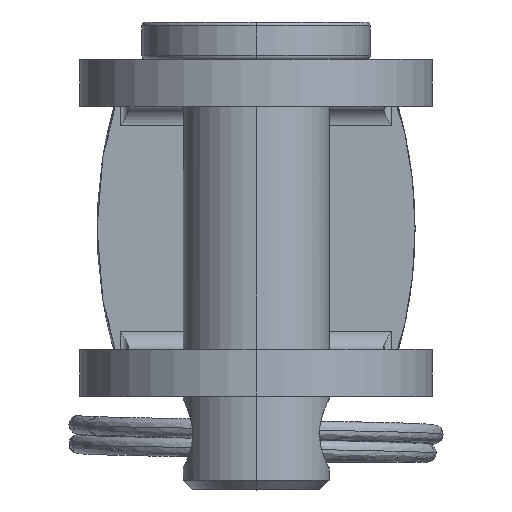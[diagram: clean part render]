
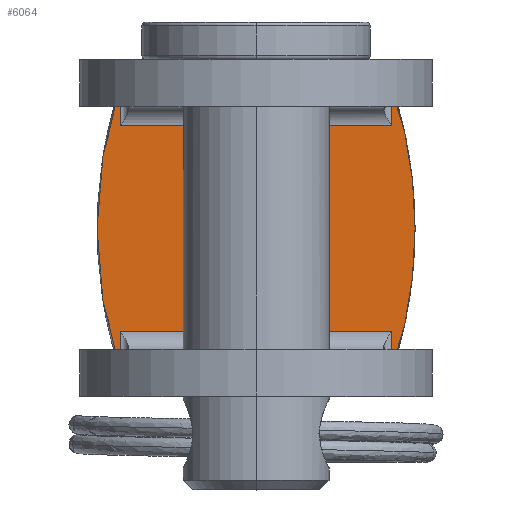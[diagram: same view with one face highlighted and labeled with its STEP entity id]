
A CAD part, top view. The second image highlights one B-rep face of the part: STEP entity #6064.
In plain terms, the highlighted planar face has unit normal (0, 0, 1).
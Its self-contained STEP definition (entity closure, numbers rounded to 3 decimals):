
#44 = CARTESIAN_POINT ( 'NONE',  ( -7.236, 9., 0. ) ) ;
#352 = PLANE ( 'NONE',  #7587 ) ;
#412 = VERTEX_POINT ( 'NONE', #9701 ) ;
#1423 = EDGE_CURVE ( 'NONE', #9571, #6912, #8318, .T. ) ;
#1468 = VECTOR ( 'NONE', #11701, 1000. ) ;
#1759 = AXIS2_PLACEMENT_3D ( 'NONE', #10956, #3561, #17027 ) ;
#1903 = AXIS2_PLACEMENT_3D ( 'NONE', #1922, #10783, #12363 ) ;
#1922 = CARTESIAN_POINT ( 'NONE',  ( -15.518, 0., 0. ) ) ;
#2578 = CARTESIAN_POINT ( 'NONE',  ( -7.236, -5.5, 0. ) ) ;
#2620 = ORIENTED_EDGE ( 'NONE', *, *, #16323, .F. ) ;
#2920 = CARTESIAN_POINT ( 'NONE',  ( 7.236, 6.5, 0. ) ) ;
#3561 = DIRECTION ( 'NONE',  ( 0., 0., -1. ) ) ;
#3658 = ORIENTED_EDGE ( 'NONE', *, *, #1423, .T. ) ;
#3758 = CARTESIAN_POINT ( 'NONE',  ( -7.236, 0., 0. ) ) ;
#3897 = DIRECTION ( 'NONE',  ( 0., 1., 0. ) ) ;
#4105 = AXIS2_PLACEMENT_3D ( 'NONE', #12448, #7885, #13828 ) ;
#4178 = DIRECTION ( 'NONE',  ( 0., -1., 0. ) ) ;
#4665 = EDGE_CURVE ( 'NONE', #12094, #16133, #14840, .T. ) ;
#4933 = LINE ( 'NONE', #7181, #1468 ) ;
#5242 = CARTESIAN_POINT ( 'NONE',  ( -7.236, -7.689, 0. ) ) ;
#5260 = CIRCLE ( 'NONE', #1759, 24.018 ) ;
#5505 = CARTESIAN_POINT ( 'NONE',  ( -7.236, 5.5, 0. ) ) ;
#5603 = ORIENTED_EDGE ( 'NONE', *, *, #4665, .T. ) ;
#5873 = VECTOR ( 'NONE', #17860, 1000. ) ;
#5898 = LINE ( 'NONE', #44, #11010 ) ;
#6007 = ORIENTED_EDGE ( 'NONE', *, *, #11491, .T. ) ;
#6064 = ADVANCED_FACE ( 'NONE', ( #17022 ), #352, .F. ) ;
#6852 = ORIENTED_EDGE ( 'NONE', *, *, #11354, .F. ) ;
#6912 = VERTEX_POINT ( 'NONE', #5505 ) ;
#7181 = CARTESIAN_POINT ( 'NONE',  ( -15.518, -5.5, 0. ) ) ;
#7401 = CARTESIAN_POINT ( 'NONE',  ( 7.236, -7.689, 0. ) ) ;
#7587 = AXIS2_PLACEMENT_3D ( 'NONE', #15276, #7813, #16815 ) ;
#7813 = DIRECTION ( 'NONE',  ( 0., 0., -1. ) ) ;
#7885 = DIRECTION ( 'NONE',  ( 0., 0., -1. ) ) ;
#8090 = EDGE_CURVE ( 'NONE', #14949, #14559, #16303, .T. ) ;
#8318 = LINE ( 'NONE', #18039, #16950 ) ;
#9133 = DIRECTION ( 'NONE',  ( 0., 1., 0. ) ) ;
#9571 = VERTEX_POINT ( 'NONE', #11237 ) ;
#9701 = CARTESIAN_POINT ( 'NONE',  ( 7.236, 7.689, 0. ) ) ;
#9968 = CARTESIAN_POINT ( 'NONE',  ( 8.5, 0., 0. ) ) ;
#10347 = EDGE_LOOP ( 'NONE', ( #11995, #5603, #2620, #6852, #13008, #3658, #17254, #17600, #6007 ) ) ;
#10473 = CARTESIAN_POINT ( 'NONE',  ( -7.236, 7.689, 0. ) ) ;
#10783 = DIRECTION ( 'NONE',  ( 0., 0., -1. ) ) ;
#10956 = CARTESIAN_POINT ( 'NONE',  ( -15.518, 0., 0. ) ) ;
#11010 = VECTOR ( 'NONE', #9133, 1000. ) ;
#11237 = CARTESIAN_POINT ( 'NONE',  ( 7.236, 5.5, 0. ) ) ;
#11353 = LINE ( 'NONE', #3758, #19046 ) ;
#11354 = EDGE_CURVE ( 'NONE', #412, #13137, #5260, .T. ) ;
#11491 = EDGE_CURVE ( 'NONE', #14949, #13073, #11353, .T. ) ;
#11701 = DIRECTION ( 'NONE',  ( 1., 0., 0. ) ) ;
#11995 = ORIENTED_EDGE ( 'NONE', *, *, #17344, .T. ) ;
#12094 = VERTEX_POINT ( 'NONE', #12721 ) ;
#12363 = DIRECTION ( 'NONE',  ( -1., 0., 0. ) ) ;
#12448 = CARTESIAN_POINT ( 'NONE',  ( 15.518, 0., 0. ) ) ;
#12721 = CARTESIAN_POINT ( 'NONE',  ( 7.236, -5.5, 0. ) ) ;
#13008 = ORIENTED_EDGE ( 'NONE', *, *, #16600, .T. ) ;
#13073 = VERTEX_POINT ( 'NONE', #2578 ) ;
#13137 = VERTEX_POINT ( 'NONE', #9968 ) ;
#13142 = CIRCLE ( 'NONE', #1903, 24.018 ) ;
#13412 = VECTOR ( 'NONE', #4178, 1000. ) ;
#13623 = DIRECTION ( 'NONE',  ( -1., 0., 0. ) ) ;
#13828 = DIRECTION ( 'NONE',  ( 1., 0., 0. ) ) ;
#14559 = VERTEX_POINT ( 'NONE', #10473 ) ;
#14840 = LINE ( 'NONE', #17737, #13412 ) ;
#14949 = VERTEX_POINT ( 'NONE', #5242 ) ;
#15276 = CARTESIAN_POINT ( 'NONE',  ( -15.518, 0., 0. ) ) ;
#16133 = VERTEX_POINT ( 'NONE', #7401 ) ;
#16303 = CIRCLE ( 'NONE', #4105, 24.018 ) ;
#16323 = EDGE_CURVE ( 'NONE', #13137, #16133, #13142, .T. ) ;
#16600 = EDGE_CURVE ( 'NONE', #412, #9571, #18469, .T. ) ;
#16710 = EDGE_CURVE ( 'NONE', #6912, #14559, #5898, .T. ) ;
#16815 = DIRECTION ( 'NONE',  ( -1., 0., 0. ) ) ;
#16950 = VECTOR ( 'NONE', #13623, 1000. ) ;
#17022 = FACE_OUTER_BOUND ( 'NONE', #10347, .T. ) ;
#17027 = DIRECTION ( 'NONE',  ( -1., 0., 0. ) ) ;
#17254 = ORIENTED_EDGE ( 'NONE', *, *, #16710, .T. ) ;
#17344 = EDGE_CURVE ( 'NONE', #13073, #12094, #4933, .T. ) ;
#17600 = ORIENTED_EDGE ( 'NONE', *, *, #8090, .F. ) ;
#17737 = CARTESIAN_POINT ( 'NONE',  ( 7.236, 0., 0. ) ) ;
#17860 = DIRECTION ( 'NONE',  ( 0., -1., 0. ) ) ;
#18039 = CARTESIAN_POINT ( 'NONE',  ( -15.518, 5.5, 0. ) ) ;
#18469 = LINE ( 'NONE', #2920, #5873 ) ;
#19046 = VECTOR ( 'NONE', #3897, 1000. ) ;
